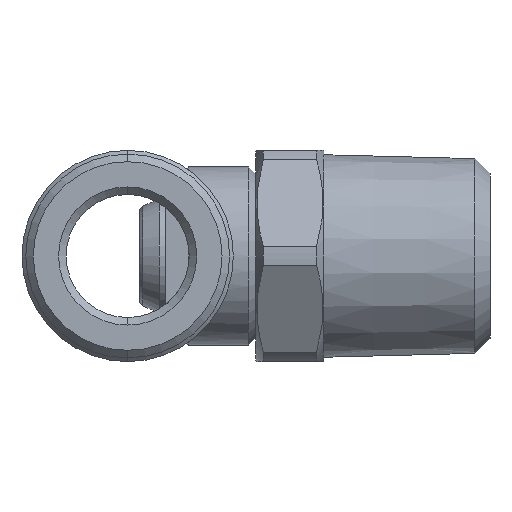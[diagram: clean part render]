
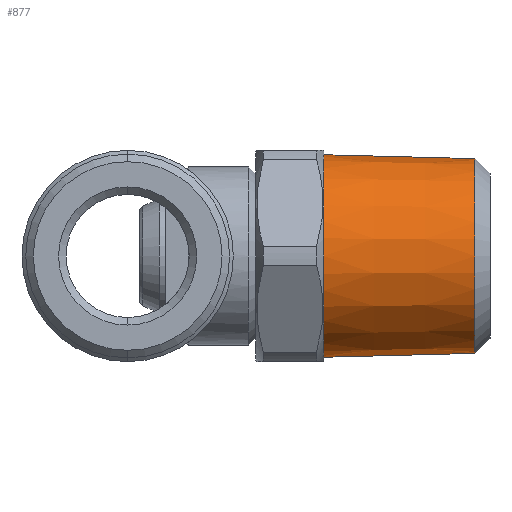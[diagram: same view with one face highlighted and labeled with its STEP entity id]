
A CAD part, left-side view. The second image highlights one B-rep face of the part: STEP entity #877.
In plain terms, the highlighted conical face has half-angle 1.47 degrees and reference radius 6.707 mm.
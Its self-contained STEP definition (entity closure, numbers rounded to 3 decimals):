
#67 = VERTEX_POINT ( 'NONE', #1245 ) ;
#68 = VERTEX_POINT ( 'NONE', #1244 ) ;
#70 = EDGE_CURVE ( 'NONE', #67, #71, #1243, .T. ) ;
#71 = VERTEX_POINT ( 'NONE', #1239 ) ;
#125 = VERTEX_POINT ( 'NONE', #1407 ) ;
#127 = EDGE_CURVE ( 'NONE', #68, #125, #1347, .T. ) ;
#876 = EDGE_CURVE ( 'NONE', #68, #67, #2841, .T. ) ;
#877 = ADVANCED_FACE ( 'NONE', ( #2846 ), #2839, .T. ) ;
#878 = EDGE_LOOP ( 'NONE', ( #879, #880, #938, #939 ) ) ;
#879 = ORIENTED_EDGE ( 'NONE', *, *, #70, .F. ) ;
#880 = ORIENTED_EDGE ( 'NONE', *, *, #876, .F. ) ;
#890 = EDGE_CURVE ( 'NONE', #125, #71, #2870, .T. ) ;
#938 = ORIENTED_EDGE ( 'NONE', *, *, #127, .T. ) ;
#939 = ORIENTED_EDGE ( 'NONE', *, *, #890, .T. ) ;
#1239 = CARTESIAN_POINT ( 'NONE',  ( 0., -13., -6.707 ) ) ;
#1240 = DIRECTION ( 'NONE',  ( 0., 1., -0.026 ) ) ;
#1241 = VECTOR ( 'NONE', #1240, 1000. ) ;
#1242 = CARTESIAN_POINT ( 'NONE',  ( 0., -13., -6.707 ) ) ;
#1243 = LINE ( 'NONE', #1242, #1241 ) ;
#1244 = CARTESIAN_POINT ( 'NONE',  ( 0., -23., 6.45 ) ) ;
#1245 = CARTESIAN_POINT ( 'NONE',  ( 0., -23., -6.45 ) ) ;
#1344 = DIRECTION ( 'NONE',  ( 0., 1., 0.026 ) ) ;
#1345 = VECTOR ( 'NONE', #1344, 1000. ) ;
#1346 = CARTESIAN_POINT ( 'NONE',  ( 0., -13., 6.707 ) ) ;
#1347 = LINE ( 'NONE', #1346, #1345 ) ;
#1407 = CARTESIAN_POINT ( 'NONE',  ( 0., -13., 6.707 ) ) ;
#2839 = CONICAL_SURFACE ( 'NONE', #2874, 6.707, 0.026 ) ;
#2841 = CIRCLE ( 'NONE', #2859, 6.45 ) ;
#2843 = DIRECTION ( 'NONE',  ( 0., 0., 1. ) ) ;
#2846 = FACE_OUTER_BOUND ( 'NONE', #878, .T. ) ;
#2859 = AXIS2_PLACEMENT_3D ( 'NONE', #2864, #2866, #2865 ) ;
#2864 = CARTESIAN_POINT ( 'NONE',  ( 0., -23., 0. ) ) ;
#2865 = DIRECTION ( 'NONE',  ( 0., 0., -1. ) ) ;
#2866 = DIRECTION ( 'NONE',  ( 0., -1., 0. ) ) ;
#2870 = CIRCLE ( 'NONE', #2892, 6.707 ) ;
#2873 = DIRECTION ( 'NONE',  ( 0., 1., 0. ) ) ;
#2874 = AXIS2_PLACEMENT_3D ( 'NONE', #2904, #2873, #2843 ) ;
#2889 = DIRECTION ( 'NONE',  ( 0., 0., -1. ) ) ;
#2890 = DIRECTION ( 'NONE',  ( 0., -1., 0. ) ) ;
#2891 = CARTESIAN_POINT ( 'NONE',  ( 0., -13., 0. ) ) ;
#2892 = AXIS2_PLACEMENT_3D ( 'NONE', #2891, #2890, #2889 ) ;
#2904 = CARTESIAN_POINT ( 'NONE',  ( 0., -13., 0. ) ) ;
